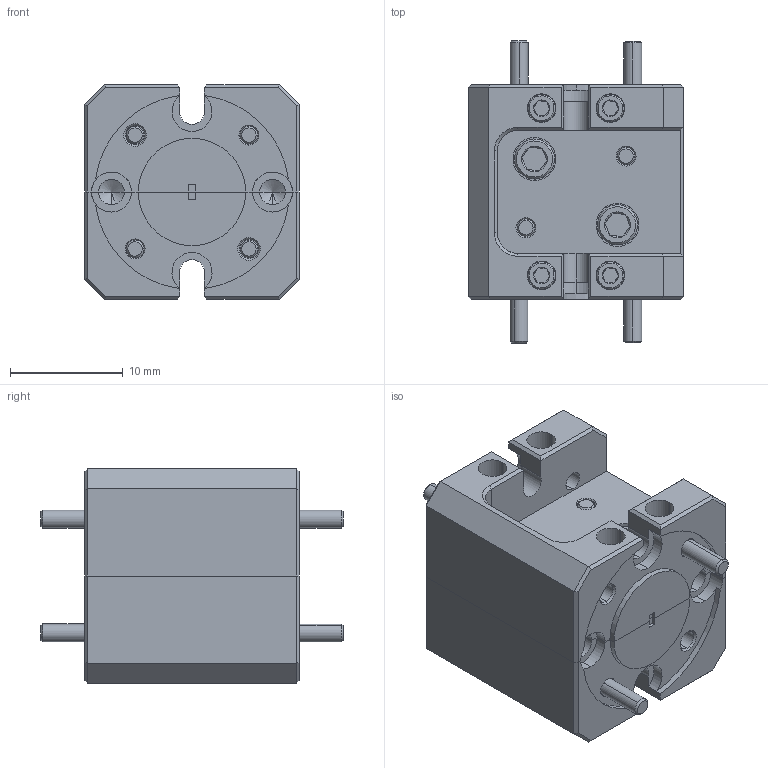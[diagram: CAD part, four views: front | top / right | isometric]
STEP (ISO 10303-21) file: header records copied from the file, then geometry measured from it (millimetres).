
FILE_DESCRIPTION (( 'STEP AP203' ), '1' );
FILE_NAME ('FP-GV3-A-2.STEP', '2022-06-14T22:22:18', ( '' ), ( '' ), 'SwSTEP 2.0', 'SolidWorks 2021', '' );
FILE_SCHEMA (( 'CONFIG_CONTROL_DESIGN' ));
Products named in the file (1): FP-GV3-A-2
Bounding box: 19.05 x 26.8 x 19.05 mm (x, y, z)
Volume: 4352.8 mm3; surface area: 4667.2 mm2
Topology: 14 solids, 14 shells, 1064 faces, 2876 edges, 1838 vertices
Faces by surface type: cylinder 698, plane 208, cone 146, bspline 12
Entity records: 46249 total; most frequent: CARTESIAN_POINT 22733, ORIENTED_EDGE 5712, DIRECTION 4196, EDGE_CURVE 2856, VERTEX_POINT 1838, AXIS2_PLACEMENT_3D 1489, LINE 1218, VECTOR 1218
